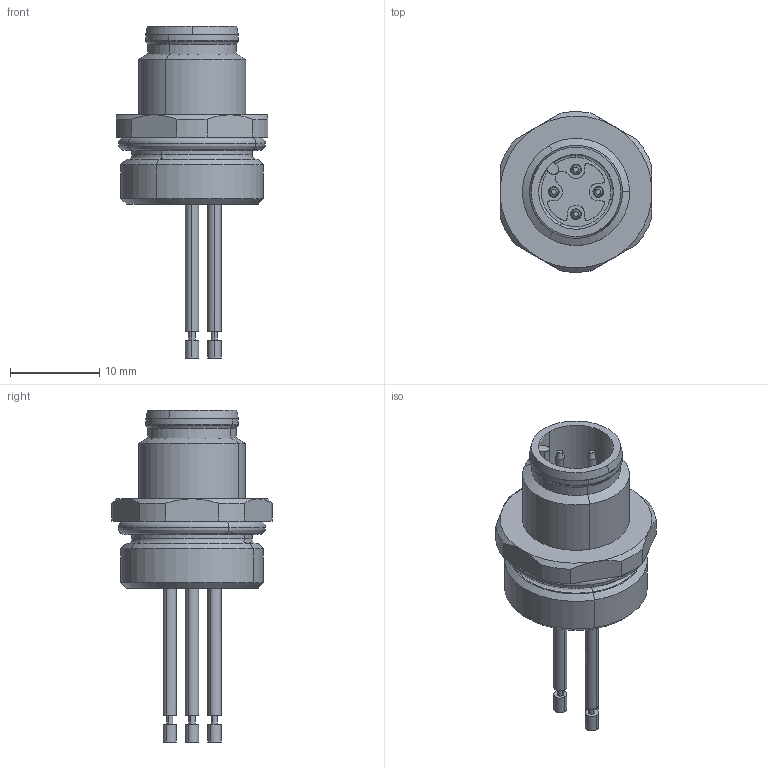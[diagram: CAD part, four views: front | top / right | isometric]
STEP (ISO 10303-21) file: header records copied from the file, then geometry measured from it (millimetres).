
FILE_DESCRIPTION(('CATIA V5 STEP Exchange','CAx-IF Rec.Pracs.--- Model Styling and Organization---1.4--- 2014-01-23'),'2;1');
FILE_NAME ('024053-3_1', '2020-02-13T05:47:46+00:00', ('none'), ('Weidmueller'), 'CATIA Version 5-6 Release 2016 SP3 HF44', 'CATIA V5 STEP AP214', 'none');
FILE_SCHEMA(('AUTOMOTIVE_DESIGN { 1 0 10303 214 1 1 1 1 }'));
Length unit declared in the file: millimetre
Products named in the file (1): 1861090000
Bounding box: 17 x 17.97 x 37.2 mm (x, y, z)
Volume: 1658 mm3; surface area: 3619.8 mm2
Topology: 12 solids, 12 shells, 428 faces, 1047 edges, 653 vertices
Faces by surface type: bspline 344, plane 84
Entity records: 13551 total; most frequent: CARTESIAN_POINT 7470, ORIENTED_EDGE 2070, EDGE_CURVE 1035, VERTEX_POINT 653, EDGE_LOOP 472, ADVANCED_FACE 428, FACE_OUTER_BOUND 428, B_SPLINE_CURVE_WITH_KNOTS 258
